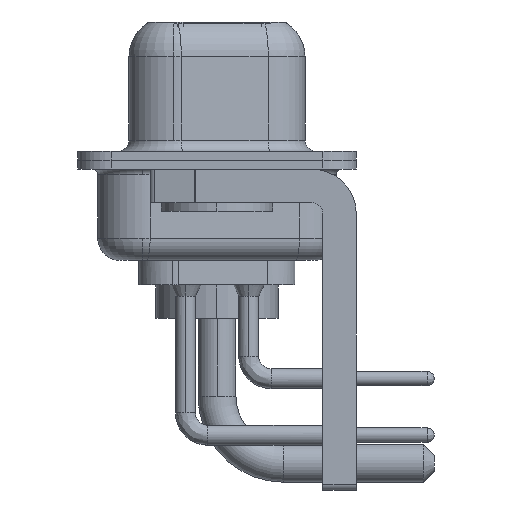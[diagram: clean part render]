
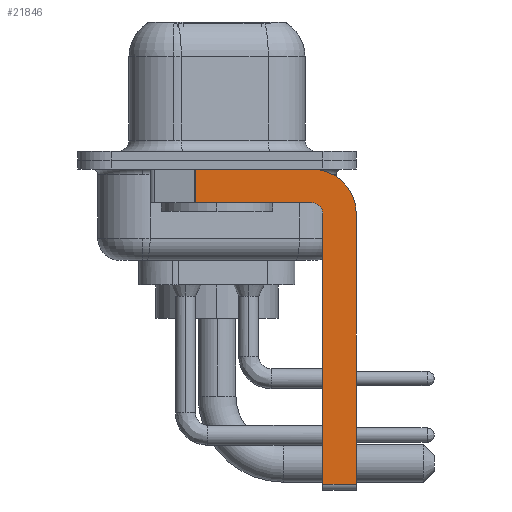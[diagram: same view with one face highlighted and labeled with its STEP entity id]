
A CAD part, left-side view. The second image highlights one B-rep face of the part: STEP entity #21846.
In plain terms, the highlighted planar face has unit normal (-1, 0, 0).
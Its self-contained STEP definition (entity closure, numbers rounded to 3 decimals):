
#1320 = ORIENTED_EDGE ( 'NONE', *, *, #3840, .F. ) ;
#1461 = EDGE_CURVE ( 'NONE', #11405, #2724, #3984, .T. ) ;
#1533 = LINE ( 'NONE', #5210, #11084 ) ;
#2065 = EDGE_LOOP ( 'NONE', ( #17035, #15143, #7434, #1320, #3301, #20555, #23209, #3069 ) ) ;
#2724 = VERTEX_POINT ( 'NONE', #17631 ) ;
#2909 = CARTESIAN_POINT ( 'NONE',  ( -2.9, 0.978, -1.9 ) ) ;
#3069 = ORIENTED_EDGE ( 'NONE', *, *, #18073, .F. ) ;
#3301 = ORIENTED_EDGE ( 'NONE', *, *, #15904, .F. ) ;
#3385 = VERTEX_POINT ( 'NONE', #5932 ) ;
#3758 = VECTOR ( 'NONE', #18709, 1000. ) ;
#3840 = EDGE_CURVE ( 'NONE', #13820, #3385, #20758, .T. ) ;
#3984 = LINE ( 'NONE', #12509, #10423 ) ;
#4074 = VERTEX_POINT ( 'NONE', #2909 ) ;
#4112 = CARTESIAN_POINT ( 'NONE',  ( -2.9, -4.75, -2.4 ) ) ;
#5210 = CARTESIAN_POINT ( 'NONE',  ( -2.9, -4.25, -1.9 ) ) ;
#5651 = DIRECTION ( 'NONE',  ( 0., -1., 0. ) ) ;
#5848 = EDGE_CURVE ( 'NONE', #3385, #4074, #1533, .T. ) ;
#5904 = CARTESIAN_POINT ( 'NONE',  ( -2.9, -4.25, -2.4 ) ) ;
#5932 = CARTESIAN_POINT ( 'NONE',  ( -2.9, -4.25, -1.9 ) ) ;
#6028 = LINE ( 'NONE', #13230, #3758 ) ;
#6601 = EDGE_CURVE ( 'NONE', #9141, #12542, #14170, .T. ) ;
#7046 = CARTESIAN_POINT ( 'NONE',  ( -2.9, -4.75, -14.55 ) ) ;
#7434 = ORIENTED_EDGE ( 'NONE', *, *, #5848, .F. ) ;
#8746 = DIRECTION ( 'NONE',  ( 0., 1., 0. ) ) ;
#8966 = EDGE_CURVE ( 'NONE', #21107, #2724, #6028, .T. ) ;
#9141 = VERTEX_POINT ( 'NONE', #16416 ) ;
#10413 = LINE ( 'NONE', #10962, #20434 ) ;
#10423 = VECTOR ( 'NONE', #5651, 1000. ) ;
#10527 = AXIS2_PLACEMENT_3D ( 'NONE', #5904, #13107, #20356 ) ;
#10962 = CARTESIAN_POINT ( 'NONE',  ( -2.9, 0.978, -1.9 ) ) ;
#11084 = VECTOR ( 'NONE', #8746, 1000. ) ;
#11405 = VERTEX_POINT ( 'NONE', #7046 ) ;
#12509 = CARTESIAN_POINT ( 'NONE',  ( -2.9, -4.25, -14.55 ) ) ;
#12542 = VERTEX_POINT ( 'NONE', #22303 ) ;
#12894 = VECTOR ( 'NONE', #14401, 1000. ) ;
#13107 = DIRECTION ( 'NONE',  ( -1., 0., 0. ) ) ;
#13230 = CARTESIAN_POINT ( 'NONE',  ( -2.9, -6.25, -2.4 ) ) ;
#13346 = CARTESIAN_POINT ( 'NONE',  ( -2.9, -4.25, -2.4 ) ) ;
#13458 = DIRECTION ( 'NONE',  ( 0., 0., -1. ) ) ;
#13820 = VERTEX_POINT ( 'NONE', #4112 ) ;
#14165 = DIRECTION ( 'NONE',  ( 0., 0., -1. ) ) ;
#14170 = LINE ( 'NONE', #19631, #12894 ) ;
#14401 = DIRECTION ( 'NONE',  ( 0., -1., 0. ) ) ;
#15061 = CIRCLE ( 'NONE', #16208, 2. ) ;
#15143 = ORIENTED_EDGE ( 'NONE', *, *, #20734, .T. ) ;
#15321 = LINE ( 'NONE', #17345, #21852 ) ;
#15904 = EDGE_CURVE ( 'NONE', #11405, #13820, #15321, .T. ) ;
#15932 = CARTESIAN_POINT ( 'NONE',  ( -2.9, -4.25, -2.4 ) ) ;
#16208 = AXIS2_PLACEMENT_3D ( 'NONE', #15932, #23174, #14165 ) ;
#16416 = CARTESIAN_POINT ( 'NONE',  ( -2.9, 0.978, -0.4 ) ) ;
#17035 = ORIENTED_EDGE ( 'NONE', *, *, #6601, .F. ) ;
#17345 = CARTESIAN_POINT ( 'NONE',  ( -2.9, -4.75, -14.8 ) ) ;
#17377 = FACE_OUTER_BOUND ( 'NONE', #2065, .T. ) ;
#17489 = DIRECTION ( 'NONE',  ( 1., 0., 0. ) ) ;
#17631 = CARTESIAN_POINT ( 'NONE',  ( -2.9, -6.25, -14.55 ) ) ;
#17660 = DIRECTION ( 'NONE',  ( 0., 0., -1. ) ) ;
#17836 = AXIS2_PLACEMENT_3D ( 'NONE', #13346, #17489, #13458 ) ;
#18073 = EDGE_CURVE ( 'NONE', #12542, #21107, #15061, .T. ) ;
#18709 = DIRECTION ( 'NONE',  ( 0., 0., -1. ) ) ;
#19631 = CARTESIAN_POINT ( 'NONE',  ( -2.9, 3., -0.4 ) ) ;
#20356 = DIRECTION ( 'NONE',  ( 0., 0., 1. ) ) ;
#20434 = VECTOR ( 'NONE', #17660, 1000. ) ;
#20550 = DIRECTION ( 'NONE',  ( 0., 0., 1. ) ) ;
#20555 = ORIENTED_EDGE ( 'NONE', *, *, #1461, .T. ) ;
#20734 = EDGE_CURVE ( 'NONE', #9141, #4074, #10413, .T. ) ;
#20758 = CIRCLE ( 'NONE', #10527, 0.5 ) ;
#21107 = VERTEX_POINT ( 'NONE', #23394 ) ;
#21846 = ADVANCED_FACE ( 'NONE', ( #17377 ), #22489, .F. ) ;
#21852 = VECTOR ( 'NONE', #20550, 1000. ) ;
#22303 = CARTESIAN_POINT ( 'NONE',  ( -2.9, -4.25, -0.4 ) ) ;
#22489 = PLANE ( 'NONE',  #17836 ) ;
#23174 = DIRECTION ( 'NONE',  ( 1., 0., 0. ) ) ;
#23209 = ORIENTED_EDGE ( 'NONE', *, *, #8966, .F. ) ;
#23394 = CARTESIAN_POINT ( 'NONE',  ( -2.9, -6.25, -2.4 ) ) ;
